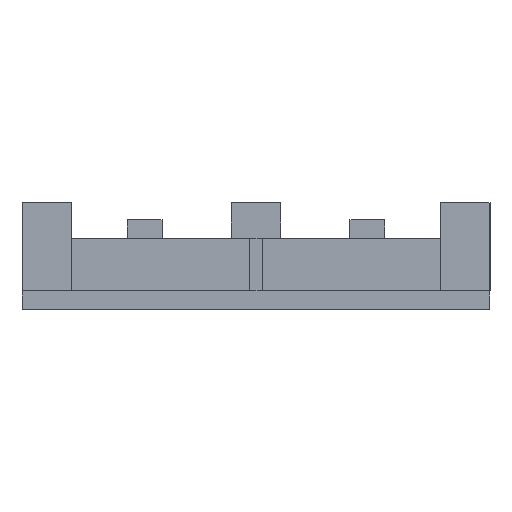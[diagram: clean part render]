
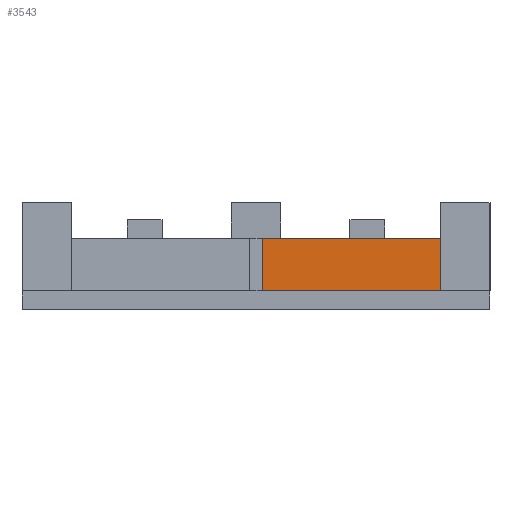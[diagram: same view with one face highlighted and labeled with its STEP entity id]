
A CAD part, front view. The second image highlights one B-rep face of the part: STEP entity #3543.
In plain terms, the highlighted planar face has unit normal (0, -1, 0).
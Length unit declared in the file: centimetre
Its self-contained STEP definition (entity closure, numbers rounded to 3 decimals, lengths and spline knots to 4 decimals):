
#160=FACE_OUTER_BOUND('',#339,.T.);
#339=EDGE_LOOP('',(#2734,#2735,#2736,#2737));
#733=LINE('',#5343,#1220);
#734=LINE('',#5345,#1221);
#735=LINE('',#5347,#1222);
#736=LINE('',#5348,#1223);
#1220=VECTOR('',#4333,1.);
#1221=VECTOR('',#4334,1.);
#1222=VECTOR('',#4335,1.);
#1223=VECTOR('',#4336,1.);
#1630=VERTEX_POINT('',#5341);
#1631=VERTEX_POINT('',#5342);
#1632=VERTEX_POINT('',#5344);
#1633=VERTEX_POINT('',#5346);
#2053=EDGE_CURVE('',#1630,#1631,#733,.T.);
#2054=EDGE_CURVE('',#1632,#1630,#734,.T.);
#2055=EDGE_CURVE('',#1633,#1632,#735,.T.);
#2056=EDGE_CURVE('',#1631,#1633,#736,.T.);
#2734=ORIENTED_EDGE('',*,*,#2053,.F.);
#2735=ORIENTED_EDGE('',*,*,#2054,.F.);
#2736=ORIENTED_EDGE('',*,*,#2055,.F.);
#2737=ORIENTED_EDGE('',*,*,#2056,.F.);
#3377=PLANE('',#3735);
#3543=ADVANCED_FACE('',(#160),#3377,.T.);
#3735=AXIS2_PLACEMENT_3D('',#5340,#4331,#4332);
#4331=DIRECTION('center_axis',(0.,-1.,0.));
#4332=DIRECTION('ref_axis',(1.,0.,0.));
#4333=DIRECTION('',(-1.,0.,0.));
#4334=DIRECTION('',(0.,0.,-1.));
#4335=DIRECTION('',(1.,0.,0.));
#4336=DIRECTION('',(0.,0.,1.));
#5340=CARTESIAN_POINT('Origin',(4.9,0.4375,0.375));
#5341=CARTESIAN_POINT('',(8.55,0.4375,0.375));
#5342=CARTESIAN_POINT('',(4.9,0.4375,0.375));
#5343=CARTESIAN_POINT('',(4.8375,0.4375,0.375));
#5344=CARTESIAN_POINT('',(8.55,0.4375,1.45));
#5345=CARTESIAN_POINT('',(8.55,0.4375,0.375));
#5346=CARTESIAN_POINT('',(4.9,0.4375,1.45));
#5347=CARTESIAN_POINT('',(4.9,0.4375,1.45));
#5348=CARTESIAN_POINT('',(4.9,0.4375,0.375));
